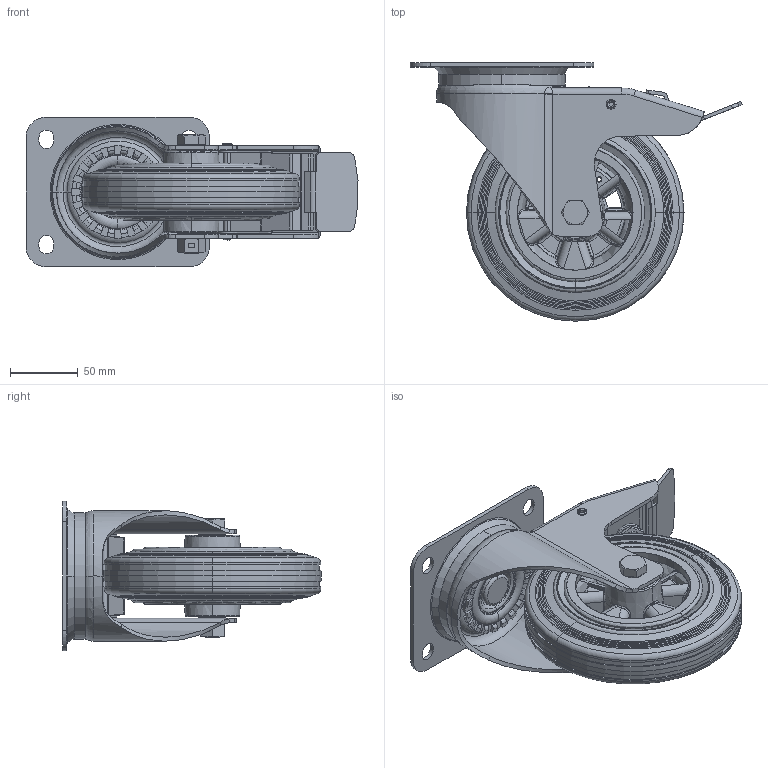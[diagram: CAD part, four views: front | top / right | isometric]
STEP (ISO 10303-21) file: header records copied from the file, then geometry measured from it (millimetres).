
FILE_DESCRIPTION (( 'STEP AP214' ), '1' );
FILE_NAME ('0056263.step', '2023-09-15T10:06:49', ( '' ), ( '' ), 'SwSTEP 2.0', 'SolidWorks 2020', '' );
FILE_SCHEMA (( 'AUTOMOTIVE_DESIGN' ));
Length unit declared in the file: millimetre
Products named in the file (1): 0056263
Bounding box: 244.14 x 190 x 110 mm (x, y, z)
Surface area: 257024.2 mm2 (no closed solid volume)
Topology: 0 solids, 352 shells, 1594 faces, 4862 edges, 3601 vertices
Faces by surface type: plane 510, cylinder 346, bspline 284, torus 240, cone 140, sphere 74
Entity records: 104580 total; most frequent: CARTESIAN_POINT 47842, ORIENTED_EDGE 7820, DIRECTION 7328, EDGE_CURVE 4716, VERTEX_POINT 3517, AXIS2_PLACEMENT_3D 2929, EDGE_LOOP 1675, CIRCLE 1618
